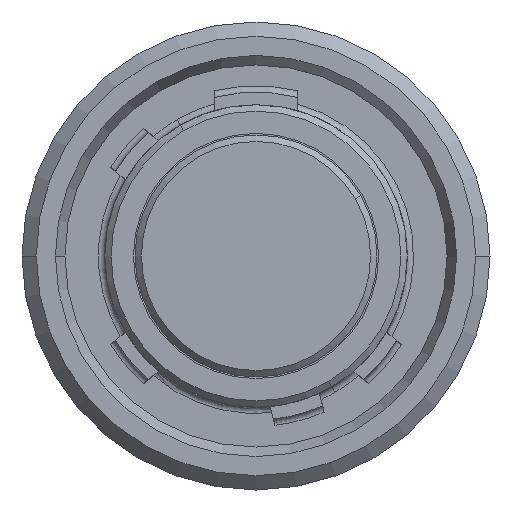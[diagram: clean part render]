
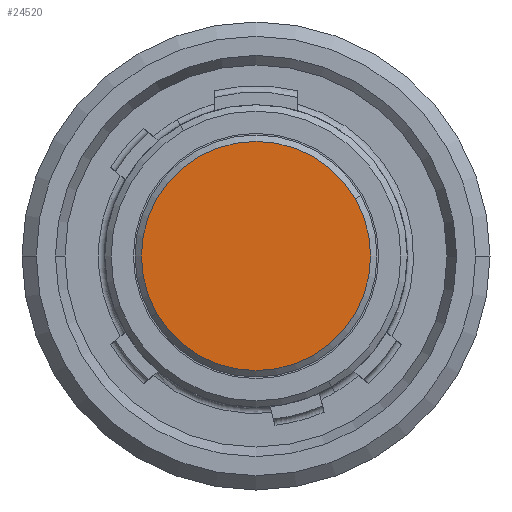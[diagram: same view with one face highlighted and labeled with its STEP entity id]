
A CAD part, front view. The second image highlights one B-rep face of the part: STEP entity #24520.
In plain terms, the highlighted planar face has unit normal (0, -1, 0).
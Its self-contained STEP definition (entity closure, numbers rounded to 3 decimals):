
#24180=CARTESIAN_POINT('',(3.118,0.2,1.8));
#24190=VERTEX_POINT('',#24180);
#24280=CARTESIAN_POINT('',(-3.118,0.2,-1.8));
#24290=VERTEX_POINT('',#24280);
#24320=CARTESIAN_POINT('',(0.,0.2,
0.));
#24330=DIRECTION('',(0.,1.,0.));
#24340=DIRECTION('',(-0.866,0.,-0.5));
#24350=AXIS2_PLACEMENT_3D('',#24320,#24330,#24340);
#24360=CIRCLE('',#24350,3.6);
#24370=EDGE_CURVE('',#24190,#24290,#24360,.T.);
#24420=CARTESIAN_POINT('',(-2.98,0.2,1.8));
#24430=DIRECTION('',(-0.,-1.,-0.));
#24440=DIRECTION('',(-1.,0.,0.));
#24450=AXIS2_PLACEMENT_3D('',#24420,#24430,#24440);
#24460=PLANE('',#24450);
#24470=EDGE_CURVE('',#24290,#24190,#24360,.T.);
#24480=ORIENTED_EDGE('',*,*,#24470,.F.);
#24490=ORIENTED_EDGE('',*,*,#24370,.F.);
#24500=EDGE_LOOP('',(#24490,#24480));
#24510=FACE_OUTER_BOUND('',#24500,.T.);
#24520=ADVANCED_FACE('',(#24510),#24460,.T.);
